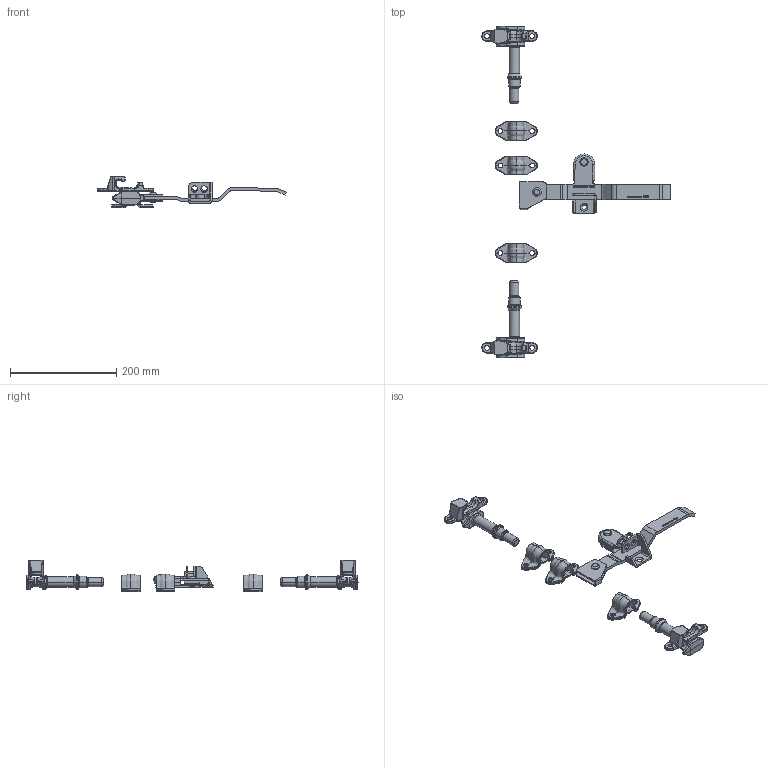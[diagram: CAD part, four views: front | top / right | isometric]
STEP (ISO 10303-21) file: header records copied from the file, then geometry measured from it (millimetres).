
FILE_DESCRIPTION (( 'STEP AP214' ), '1' );
FILE_NAME ('04677-Container Door Latch Stainless Steel.STEP', '2018-11-06T19:18:07', ( '' ), ( '' ), 'SwSTEP 2.0', 'SolidWorks 2018', '' );
FILE_SCHEMA (( 'AUTOMOTIVE_DESIGN' ));
Length unit declared in the file: millimetre
Products named in the file (10): 4677 - Latch Top; 4677 - Claw; 4677 - Keeper; 4677 - Bracket; 4677 - Latch Assembly_Locked; 4677 - Latch Bottom; 4677 - U-Shape Connector; 04677-Container Door Latch Stainless Steel; 4677 - Handle; 4677 - U-Shape Connector Rivet
Assembly tree (13 placements, depth 3):
  04677-Container Door Latch Stainless Steel
    4677 - Handle
    4677 - U-Shape Connector
    4677 - U-Shape Connector Rivet
    4677 - Latch Assembly_Locked
      4677 - Latch Bottom
      4677 - Latch Top
    4677 - Bracket  x3
    4677 - Claw  x2
    4677 - Keeper  x2
Bounding box: 355.28 x 625.49 x 58.81 mm (x, y, z)
Volume: 303630 mm3; surface area: 137362.3 mm2
Topology: 15 solids, 15 shells, 1611 faces, 3988 edges, 2407 vertices
Faces by surface type: plane 500, bspline 482, cylinder 477, torus 76, sphere 48, cone 28
Entity records: 114755 total; most frequent: CARTESIAN_POINT 92752, ORIENTED_EDGE 4934, DIRECTION 3860, EDGE_CURVE 2467, VERTEX_POINT 1515, AXIS2_PLACEMENT_3D 1332, LINE 1196, VECTOR 1196
